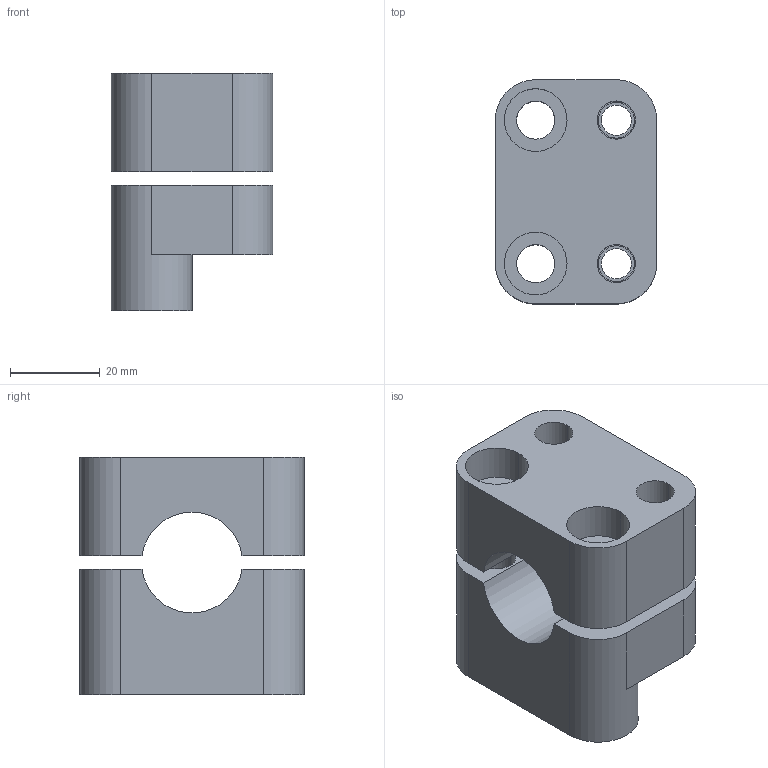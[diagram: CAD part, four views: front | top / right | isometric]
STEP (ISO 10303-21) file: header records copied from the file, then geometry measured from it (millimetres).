
FILE_DESCRIPTION((''),'2;1');
FILE_NAME('PONTET','2023-09-12T',('Utilisateur'),('Kosmo'),'PRO/ENGINEER BY PARAMETRIC TECHNOLOGY CORPORATION, 2006380','PRO/ENGINEER BY PARAMETRIC TECHNOLOGY CORPORATION, 2006380','');
FILE_SCHEMA(('CONFIG_CONTROL_DESIGN'));
Length unit declared in the file: millimetre
Products named in the file (1): PONTET
Bounding box: 36 x 50 x 53 mm (x, y, z)
Volume: 52546.7 mm3; surface area: 19095.4 mm2
Topology: 2 solids, 4 shells, 52 faces, 138 edges, 92 vertices
Faces by surface type: cylinder 34, plane 18
Entity records: 1723 total; most frequent: DIRECTION 314, CARTESIAN_POINT 283, ORIENTED_EDGE 268, EDGE_CURVE 138, AXIS2_PLACEMENT_3D 123, VERTEX_POINT 92, EDGE_LOOP 70, CIRCLE 70
